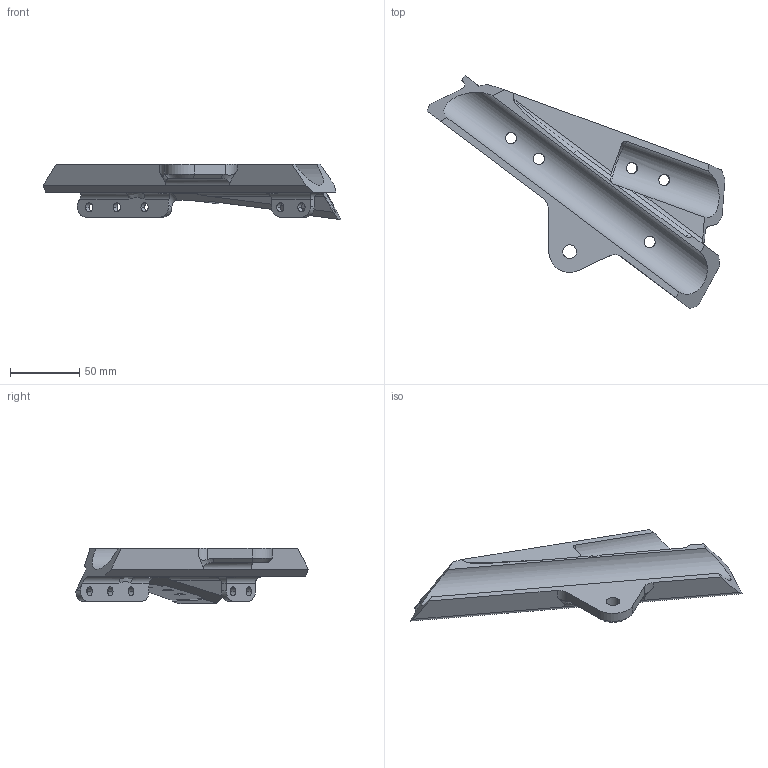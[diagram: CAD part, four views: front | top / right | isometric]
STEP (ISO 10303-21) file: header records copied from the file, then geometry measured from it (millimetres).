
FILE_DESCRIPTION (( 'STEP AP214' ), '1' );
FILE_NAME ('04 - rear brace, right- back.STEP', '2016-11-26T22:25:12', ( '' ), ( '' ), 'SwSTEP 2.0', 'SolidWorks 2014', '' );
FILE_SCHEMA (( 'AUTOMOTIVE_DESIGN' ));
Length unit declared in the file: millimetre
Products named in the file (1): 04 - rear brace, right- back
Bounding box: 214.86 x 167.91 x 39.82 mm (x, y, z)
Volume: 178724 mm3; surface area: 51567.2 mm2
Topology: 1 solids, 1 shells, 107 faces, 307 edges, 202 vertices
Faces by surface type: cylinder 53, plane 46, bspline 7, cone 1
Entity records: 8528 total; most frequent: CARTESIAN_POINT 4770, ORIENTED_EDGE 614, DIRECTION 382, EDGE_CURVE 307, VERTEX_POINT 202, LINE 160, VECTOR 160, EDGE_LOOP 129
